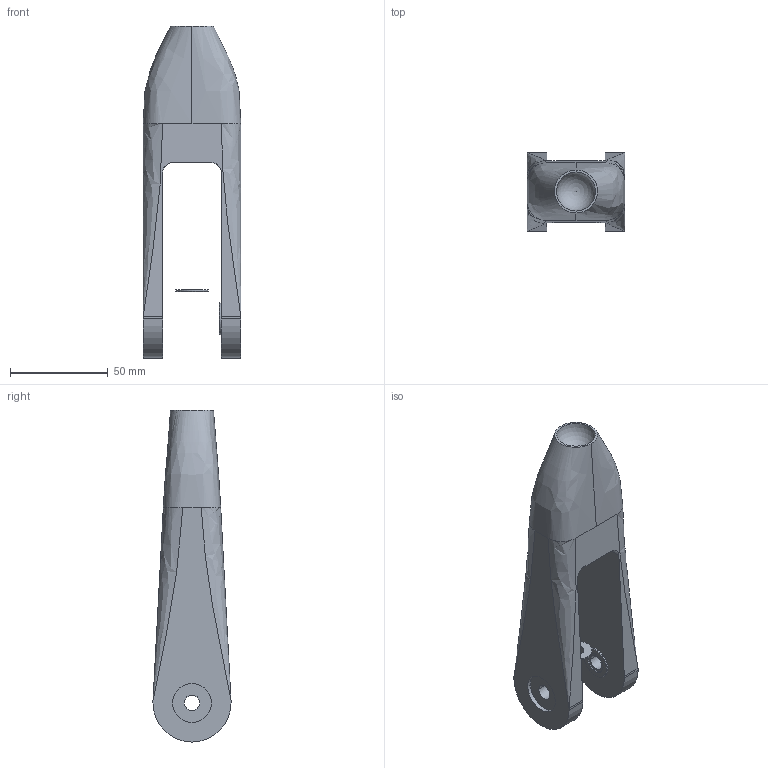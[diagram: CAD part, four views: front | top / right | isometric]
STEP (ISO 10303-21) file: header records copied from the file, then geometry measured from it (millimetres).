
FILE_DESCRIPTION (( 'STEP AP214' ), '1' );
FILE_NAME ('shank.STEP', '2021-05-12T08:32:17', ( '' ), ( '' ), 'SwSTEP 2.0', 'SolidWorks 2020', '' );
FILE_SCHEMA (( 'AUTOMOTIVE_DESIGN' ));
Length unit declared in the file: millimetre
Products named in the file (1): shank
Bounding box: 50 x 40 x 170 mm (x, y, z)
Volume: 142163.7 mm3; surface area: 28976 mm2
Topology: 2 solids, 2 shells, 56 faces, 135 edges, 84 vertices
Faces by surface type: cylinder 24, plane 15, cone 8, bspline 8, sphere 1
Entity records: 2455 total; most frequent: CARTESIAN_POINT 1167, ORIENTED_EDGE 256, DIRECTION 254, EDGE_CURVE 128, AXIS2_PLACEMENT_3D 107, VERTEX_POINT 82, EDGE_LOOP 68, CIRCLE 58
